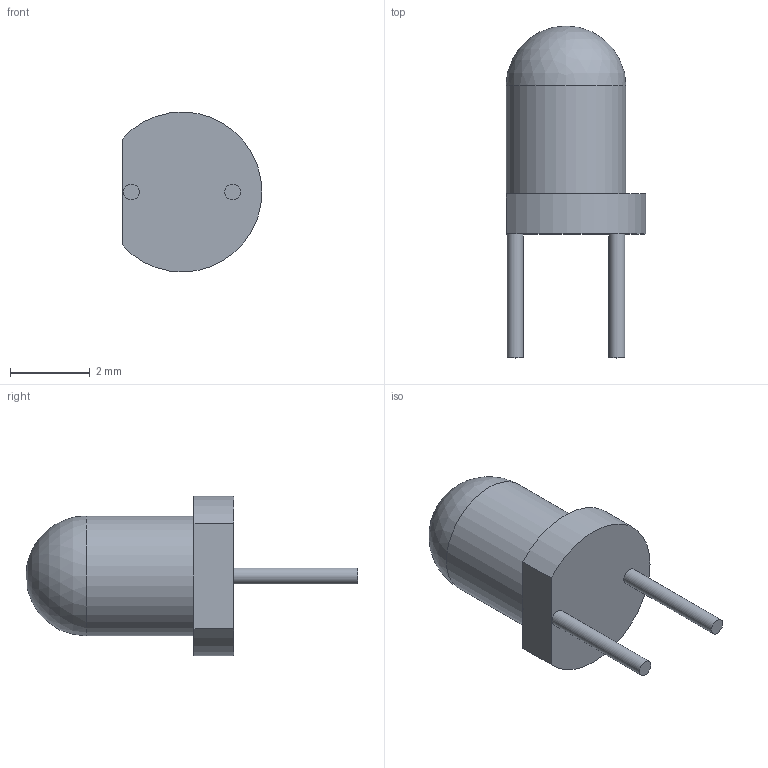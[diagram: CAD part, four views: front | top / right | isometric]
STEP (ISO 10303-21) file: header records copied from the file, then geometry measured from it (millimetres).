
FILE_DESCRIPTION(/* description */ (''),/* implementation_level */ '2;1');
FILE_NAME(/* name */ 'PhotoTransistorNew.step',/* time_stamp */ '2023-01-16T20:37:41+09:00',/* author */ (''),/* organization */ (''),/* preprocessor_version */ 'ST-DEVELOPER v19.2',/* originating_system */ 'Autodesk Translation Framework v11.17.0.187',/* authorisation */ '');
FILE_SCHEMA (('AUTOMOTIVE_DESIGN { 1 0 10303 214 3 1 1 }'));
Length unit declared in the file: millimetre
Products named in the file (1): PhotoTransistorNew
Bounding box: 3.5 x 8.3 x 4 mm (x, y, z)
Volume: 38.6 mm3; surface area: 75.9 mm2
Topology: 1 solids, 1 shells, 10 faces, 20 edges, 13 vertices
Faces by surface type: plane 5, cylinder 4, sphere 1
Full cylindrical faces by diameter (mm): 0.4 x2, 3 x1
Entity records: 315 total; most frequent: DIRECTION 52, CARTESIAN_POINT 43, ORIENTED_EDGE 38, AXIS2_PLACEMENT_3D 22, EDGE_CURVE 19, VERTEX_POINT 13, EDGE_LOOP 12, CIRCLE 11
